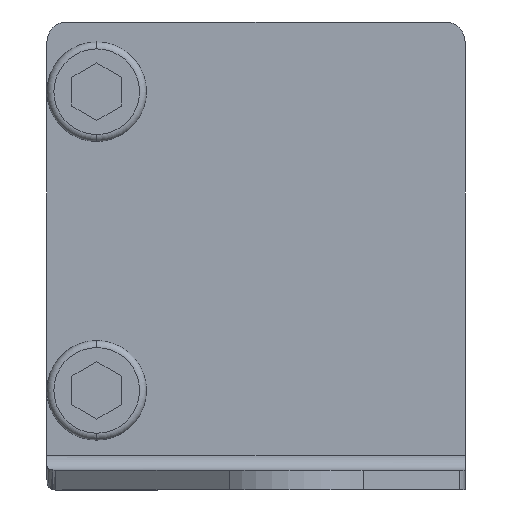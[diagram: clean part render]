
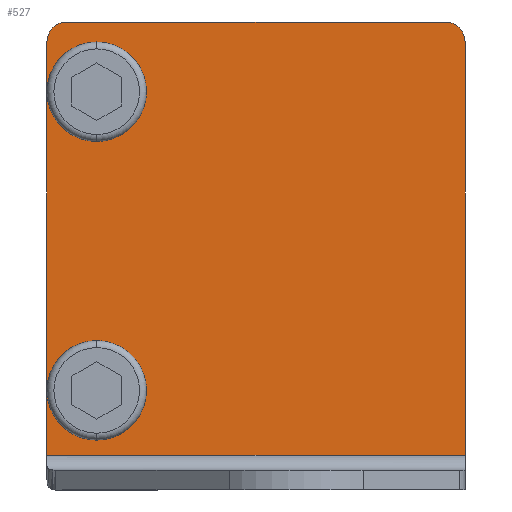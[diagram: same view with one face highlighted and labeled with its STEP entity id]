
A CAD part, front view. The second image highlights one B-rep face of the part: STEP entity #527.
In plain terms, the highlighted planar face has unit normal (0, -1, 0).
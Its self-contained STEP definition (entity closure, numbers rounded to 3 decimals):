
#5 = EDGE_CURVE ( 'NONE', #1331, #1704, #646, .T. ) ;
#11 = CARTESIAN_POINT ( 'NONE',  ( -22., 0., -7. ) ) ;
#12 = ORIENTED_EDGE ( 'NONE', *, *, #1433, .F. ) ;
#63 = CARTESIAN_POINT ( 'NONE',  ( 13., 0., -43.504 ) ) ;
#91 = ORIENTED_EDGE ( 'NONE', *, *, #1202, .F. ) ;
#101 = EDGE_CURVE ( 'NONE', #1259, #1053, #106, .T. ) ;
#106 = CIRCLE ( 'NONE', #510, 2. ) ;
#165 = LINE ( 'NONE', #545, #224 ) ;
#171 = DIRECTION ( 'NONE',  ( 0., -1., 0. ) ) ;
#180 = VERTEX_POINT ( 'NONE', #1708 ) ;
#224 = VECTOR ( 'NONE', #290, 1000. ) ;
#225 = CARTESIAN_POINT ( 'NONE',  ( 13., 0., 0. ) ) ;
#240 = VERTEX_POINT ( 'NONE', #1230 ) ;
#265 = CARTESIAN_POINT ( 'NONE',  ( -27., 0., -2. ) ) ;
#290 = DIRECTION ( 'NONE',  ( 0., 0., 1. ) ) ;
#312 = AXIS2_PLACEMENT_3D ( 'NONE', #503, #1035, #907 ) ;
#318 = CARTESIAN_POINT ( 'NONE',  ( 13., 0., -2. ) ) ;
#335 = DIRECTION ( 'NONE',  ( 0., -1., 0. ) ) ;
#341 = EDGE_CURVE ( 'NONE', #1261, #776, #1488, .T. ) ;
#348 = VERTEX_POINT ( 'NONE', #1280 ) ;
#359 = LINE ( 'NONE', #225, #1609 ) ;
#375 = DIRECTION ( 'NONE',  ( -1., 0., 0. ) ) ;
#380 = FACE_OUTER_BOUND ( 'NONE', #1005, .T. ) ;
#389 = CARTESIAN_POINT ( 'NONE',  ( 13., 0., -2. ) ) ;
#404 = CARTESIAN_POINT ( 'NONE',  ( -25., 0., 0. ) ) ;
#408 = EDGE_LOOP ( 'NONE', ( #12, #838 ) ) ;
#437 = CARTESIAN_POINT ( 'NONE',  ( -22., 0., -7. ) ) ;
#498 = DIRECTION ( 'NONE',  ( 0., -1., 0. ) ) ;
#503 = CARTESIAN_POINT ( 'NONE',  ( -22., 0., -37. ) ) ;
#510 = AXIS2_PLACEMENT_3D ( 'NONE', #1545, #335, #375 ) ;
#514 = DIRECTION ( 'NONE',  ( -1., 0., 0. ) ) ;
#515 = VECTOR ( 'NONE', #808, 1000. ) ;
#527 = ADVANCED_FACE ( 'NONE', ( #1060, #1306, #380 ), #1722, .T. ) ;
#545 = CARTESIAN_POINT ( 'NONE',  ( 15., 0., -2. ) ) ;
#557 = CARTESIAN_POINT ( 'NONE',  ( -27., 0., -43.504 ) ) ;
#610 = DIRECTION ( 'NONE',  ( 0., -1., 0. ) ) ;
#623 = DIRECTION ( 'NONE',  ( -1., 0., 0. ) ) ;
#642 = EDGE_CURVE ( 'NONE', #348, #645, #1726, .T. ) ;
#645 = VERTEX_POINT ( 'NONE', #1339 ) ;
#646 = CIRCLE ( 'NONE', #1468, 2. ) ;
#680 = CIRCLE ( 'NONE', #906, 3.1 ) ;
#776 = VERTEX_POINT ( 'NONE', #1511 ) ;
#784 = ORIENTED_EDGE ( 'NONE', *, *, #642, .F. ) ;
#808 = DIRECTION ( 'NONE',  ( 0., 0., -1. ) ) ;
#814 = CARTESIAN_POINT ( 'NONE',  ( -22., 0., -37. ) ) ;
#838 = ORIENTED_EDGE ( 'NONE', *, *, #1324, .F. ) ;
#841 = DIRECTION ( 'NONE',  ( -1., 0., 0. ) ) ;
#860 = DIRECTION ( 'NONE',  ( -1., 0., 0. ) ) ;
#899 = ORIENTED_EDGE ( 'NONE', *, *, #902, .T. ) ;
#902 = EDGE_CURVE ( 'NONE', #1704, #1259, #359, .T. ) ;
#906 = AXIS2_PLACEMENT_3D ( 'NONE', #437, #171, #1664 ) ;
#907 = DIRECTION ( 'NONE',  ( -1., 0., 0. ) ) ;
#958 = AXIS2_PLACEMENT_3D ( 'NONE', #11, #1650, #1486 ) ;
#1005 = EDGE_LOOP ( 'NONE', ( #1749, #1196, #1462, #1241, #899, #1450 ) ) ;
#1035 = DIRECTION ( 'NONE',  ( 0., -1., 0. ) ) ;
#1042 = AXIS2_PLACEMENT_3D ( 'NONE', #389, #498, #514 ) ;
#1053 = VERTEX_POINT ( 'NONE', #1620 ) ;
#1060 = FACE_BOUND ( 'NONE', #408, .T. ) ;
#1070 = CIRCLE ( 'NONE', #312, 3.1 ) ;
#1099 = CARTESIAN_POINT ( 'NONE',  ( 15., 0., -2. ) ) ;
#1127 = EDGE_CURVE ( 'NONE', #1053, #1261, #1201, .T. ) ;
#1145 = EDGE_LOOP ( 'NONE', ( #91, #784 ) ) ;
#1169 = CARTESIAN_POINT ( 'NONE',  ( 13., 0., 0. ) ) ;
#1196 = ORIENTED_EDGE ( 'NONE', *, *, #341, .T. ) ;
#1201 = LINE ( 'NONE', #265, #515 ) ;
#1202 = EDGE_CURVE ( 'NONE', #645, #348, #680, .T. ) ;
#1230 = CARTESIAN_POINT ( 'NONE',  ( -25.1, 0., -37. ) ) ;
#1241 = ORIENTED_EDGE ( 'NONE', *, *, #5, .T. ) ;
#1243 = AXIS2_PLACEMENT_3D ( 'NONE', #814, #1349, #841 ) ;
#1259 = VERTEX_POINT ( 'NONE', #404 ) ;
#1261 = VERTEX_POINT ( 'NONE', #557 ) ;
#1267 = EDGE_CURVE ( 'NONE', #776, #1331, #165, .T. ) ;
#1280 = CARTESIAN_POINT ( 'NONE',  ( -18.9, 0., -7. ) ) ;
#1306 = FACE_BOUND ( 'NONE', #1145, .T. ) ;
#1324 = EDGE_CURVE ( 'NONE', #180, #240, #1751, .T. ) ;
#1325 = VECTOR ( 'NONE', #1563, 1000. ) ;
#1331 = VERTEX_POINT ( 'NONE', #1099 ) ;
#1339 = CARTESIAN_POINT ( 'NONE',  ( -25.1, 0., -7. ) ) ;
#1349 = DIRECTION ( 'NONE',  ( 0., -1., 0. ) ) ;
#1433 = EDGE_CURVE ( 'NONE', #240, #180, #1070, .T. ) ;
#1450 = ORIENTED_EDGE ( 'NONE', *, *, #101, .T. ) ;
#1462 = ORIENTED_EDGE ( 'NONE', *, *, #1267, .T. ) ;
#1468 = AXIS2_PLACEMENT_3D ( 'NONE', #318, #610, #860 ) ;
#1486 = DIRECTION ( 'NONE',  ( -1., 0., 0. ) ) ;
#1488 = LINE ( 'NONE', #63, #1325 ) ;
#1511 = CARTESIAN_POINT ( 'NONE',  ( 15., 0., -43.504 ) ) ;
#1545 = CARTESIAN_POINT ( 'NONE',  ( -25., 0., -2. ) ) ;
#1563 = DIRECTION ( 'NONE',  ( 1., 0., 0. ) ) ;
#1609 = VECTOR ( 'NONE', #623, 1000. ) ;
#1620 = CARTESIAN_POINT ( 'NONE',  ( -27., 0., -2. ) ) ;
#1650 = DIRECTION ( 'NONE',  ( 0., -1., 0. ) ) ;
#1664 = DIRECTION ( 'NONE',  ( -1., 0., 0. ) ) ;
#1704 = VERTEX_POINT ( 'NONE', #1169 ) ;
#1708 = CARTESIAN_POINT ( 'NONE',  ( -18.9, 0., -37. ) ) ;
#1722 = PLANE ( 'NONE',  #1042 ) ;
#1726 = CIRCLE ( 'NONE', #958, 3.1 ) ;
#1749 = ORIENTED_EDGE ( 'NONE', *, *, #1127, .T. ) ;
#1751 = CIRCLE ( 'NONE', #1243, 3.1 ) ;
